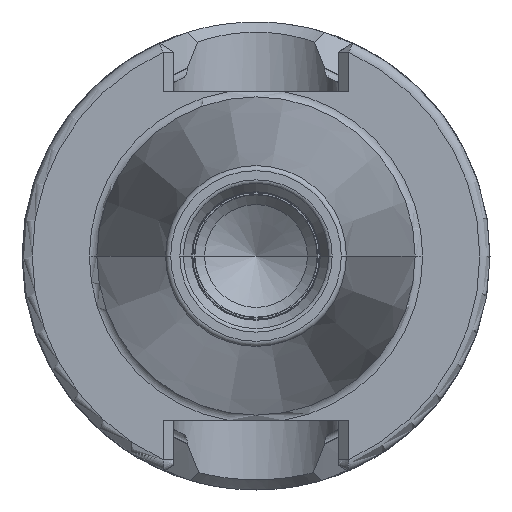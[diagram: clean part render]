
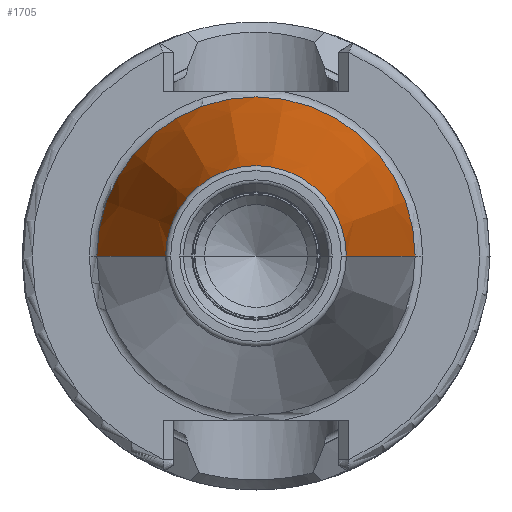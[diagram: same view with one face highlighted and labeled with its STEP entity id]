
A CAD part, left-side view. The second image highlights one B-rep face of the part: STEP entity #1705.
In plain terms, the highlighted conical face has half-angle 8.298 degrees and reference radius 12.258 mm.
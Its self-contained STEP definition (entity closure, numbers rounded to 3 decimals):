
#37=CARTESIAN_POINT('',(-47.972,0.,0.));
#38=DIRECTION('',(1.,0.,0.));
#39=DIRECTION('',(0.,1.,0.));
#40=AXIS2_PLACEMENT_3D('',#37,#38,#39);
#42=CARTESIAN_POINT('',(-1.629,0.,0.));
#43=DIRECTION('',(1.,0.,0.));
#44=DIRECTION('',(0.,1.,0.));
#45=AXIS2_PLACEMENT_3D('',#42,#43,#44);
#47=DIRECTION('',(-0.99,-0.144,0.));
#48=VECTOR('',#47,46.833);
#49=CARTESIAN_POINT('',(-1.629,15.637,0.));
#50=LINE('',#49,#48);
#51=DIRECTION('',(-0.99,0.144,0.));
#52=VECTOR('',#51,46.833);
#53=CARTESIAN_POINT('',(-1.629,-15.637,0.));
#54=LINE('',#53,#52);
#1344=CARTESIAN_POINT('',(-47.972,8.878,0.));
#1346=VERTEX_POINT('',#1344);
#1348=CARTESIAN_POINT('',(-47.972,-8.878,0.));
#1350=VERTEX_POINT('',#1348);
#1559=CARTESIAN_POINT('',(-1.629,15.637,0.));
#1560=VERTEX_POINT('',#1559);
#1561=CARTESIAN_POINT('',(-1.629,-15.637,0.));
#1562=VERTEX_POINT('',#1561);
#1691=CARTESIAN_POINT('',(-24.801,0.,0.));
#1692=DIRECTION('',(1.,0.,0.));
#1693=DIRECTION('',(0.,-1.,0.));
#1694=AXIS2_PLACEMENT_3D('',#1691,#1692,#1693);
#1695=CONICAL_SURFACE('',#1694,12.258,8.298);
#1697=ORIENTED_EDGE('',*,*,#1696,.F.);
#1699=ORIENTED_EDGE('',*,*,#1698,.T.);
#1701=ORIENTED_EDGE('',*,*,#1700,.T.);
#1702=ORIENTED_EDGE('',*,*,#1684,.F.);
#1703=EDGE_LOOP('',(#1697,#1699,#1701,#1702));
#1704=FACE_OUTER_BOUND('',#1703,.F.);
#1705=ADVANCED_FACE('',(#1704),#1695,.T.);
#41=CIRCLE('',#40,8.878);
#46=CIRCLE('',#45,15.637);
#1684=EDGE_CURVE('',#1346,#1350,#41,.T.);
#1696=EDGE_CURVE('',#1560,#1346,#50,.T.);
#1698=EDGE_CURVE('',#1560,#1562,#46,.T.);
#1700=EDGE_CURVE('',#1562,#1350,#54,.T.);
